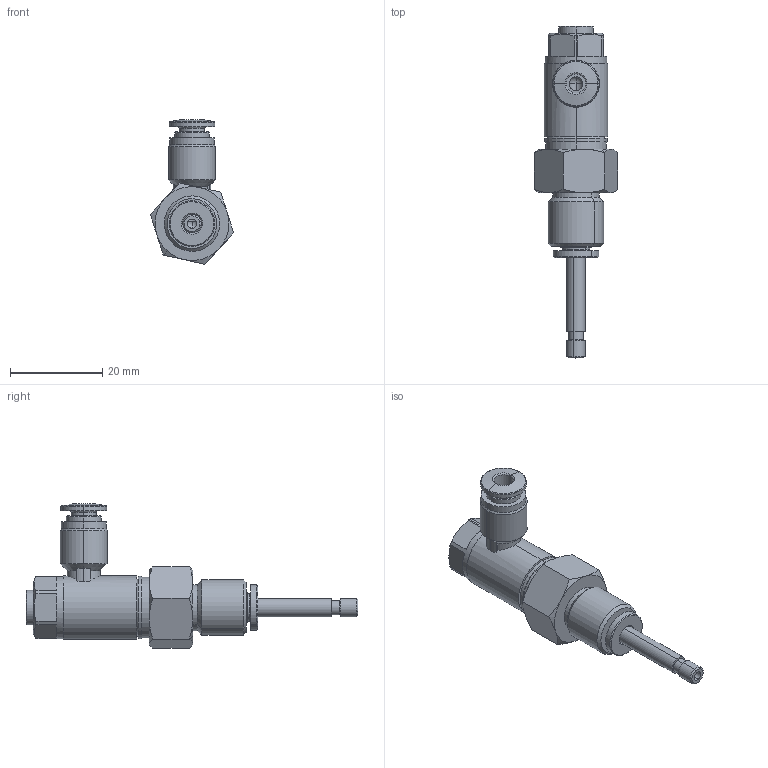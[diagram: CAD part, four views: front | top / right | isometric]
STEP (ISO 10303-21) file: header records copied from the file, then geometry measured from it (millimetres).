
FILE_DESCRIPTION (( 'STEP AP203' ), '1' );
FILE_NAME ('SE_01_1_1001.STEP', '2020-10-21T10:22:19', ( '' ), ( '' ), 'SwSTEP 2.0', 'SolidWorks 2017', '' );
FILE_SCHEMA (( 'CONFIG_CONTROL_DESIGN' ));
Length unit declared in the file: millimetre
Products named in the file (4): SE_01_1_1001_1_Standard; SE_01_1_1001; SE_01_1_1001_2; SE_01_1_1001_3
Assembly tree (3 placements, depth 2):
  SE_01_1_1001
    SE_01_1_1001_1_Standard
    SE_01_1_1001_2
    SE_01_1_1001_3
Bounding box: 18.05 x 71.9 x 31.3 mm (x, y, z)
Volume: 7777.5 mm3; surface area: 5303.4 mm2
Topology: 3 solids, 3 shells, 181 faces, 403 edges, 243 vertices
Faces by surface type: cylinder 63, cone 56, plane 52, torus 8, sphere 2
Entity records: 5620 total; most frequent: CARTESIAN_POINT 1158, DIRECTION 920, ORIENTED_EDGE 798, EDGE_CURVE 399, AXIS2_PLACEMENT_3D 387, VERTEX_POINT 241, EDGE_LOOP 204, CIRCLE 200
